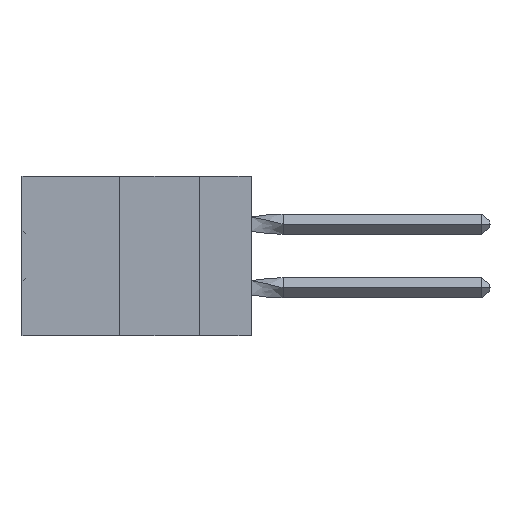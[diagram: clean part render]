
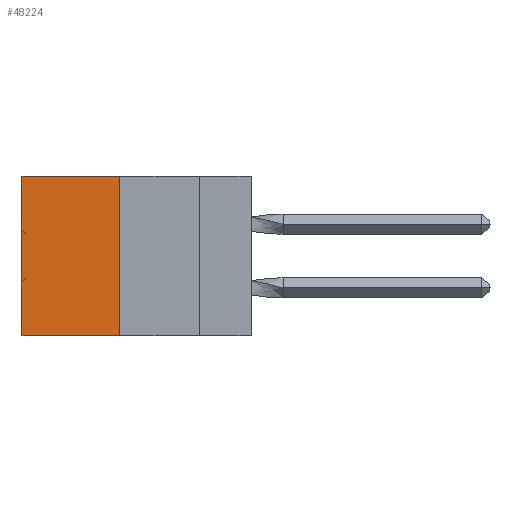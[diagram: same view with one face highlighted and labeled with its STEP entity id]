
A CAD part, left-side view. The second image highlights one B-rep face of the part: STEP entity #48224.
In plain terms, the highlighted planar face has unit normal (-1, 0, 0).
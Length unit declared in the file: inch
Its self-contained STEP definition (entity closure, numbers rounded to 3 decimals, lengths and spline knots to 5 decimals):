
#9703 = DIRECTION ( 'NONE',  ( 1., 0., 0. ) ) ;
#11718 = LINE ( 'NONE', #31346, #30892 ) ;
#14365 = EDGE_CURVE ( 'NONE', #51561, #37981, #50802, .T. ) ;
#14940 = EDGE_CURVE ( 'NONE', #37981, #48443, #11718, .T. ) ;
#15146 = DIRECTION ( 'NONE',  ( 0., 0., -1. ) ) ;
#16034 = CARTESIAN_POINT ( 'NONE',  ( 0.305, 0.413, -0.5 ) ) ;
#16418 = VECTOR ( 'NONE', #15146, 39.37008 ) ;
#18357 = ORIENTED_EDGE ( 'NONE', *, *, #50877, .T. ) ;
#18457 = ORIENTED_EDGE ( 'NONE', *, *, #14365, .F. ) ;
#18740 = PLANE ( 'NONE',  #53822 ) ;
#19203 = CARTESIAN_POINT ( 'NONE',  ( 0.305, 0.72, -0.5 ) ) ;
#21095 = CARTESIAN_POINT ( 'NONE',  ( 0.305, 0.413, 0. ) ) ;
#21696 = EDGE_LOOP ( 'NONE', ( #18357, #43477, #18457, #25223 ) ) ;
#22990 = DIRECTION ( 'NONE',  ( 0., 1., 0. ) ) ;
#24472 = VECTOR ( 'NONE', #37897, 39.37008 ) ;
#24908 = DIRECTION ( 'NONE',  ( 0., 0., -1. ) ) ;
#25223 = ORIENTED_EDGE ( 'NONE', *, *, #30872, .T. ) ;
#27208 = DIRECTION ( 'NONE',  ( 0., 0., -1. ) ) ;
#27951 = CARTESIAN_POINT ( 'NONE',  ( 0.305, 0.72, -0.5 ) ) ;
#29397 = CARTESIAN_POINT ( 'NONE',  ( 0.305, 0.413, 0. ) ) ;
#30872 = EDGE_CURVE ( 'NONE', #51561, #38712, #38800, .T. ) ;
#30892 = VECTOR ( 'NONE', #22990, 39.37008 ) ;
#30992 = FACE_OUTER_BOUND ( 'NONE', #21696, .T. ) ;
#31346 = CARTESIAN_POINT ( 'NONE',  ( 0.305, 0.413, -0.5 ) ) ;
#31691 = CARTESIAN_POINT ( 'NONE',  ( 0.305, 0.413, -0.5 ) ) ;
#35328 = CARTESIAN_POINT ( 'NONE',  ( 0.305, 0.413, -0.5 ) ) ;
#37897 = DIRECTION ( 'NONE',  ( 0., 1., 0. ) ) ;
#37981 = VERTEX_POINT ( 'NONE', #35328 ) ;
#38712 = VERTEX_POINT ( 'NONE', #42312 ) ;
#38800 = LINE ( 'NONE', #21095, #24472 ) ;
#42312 = CARTESIAN_POINT ( 'NONE',  ( 0.305, 0.72, 0. ) ) ;
#43477 = ORIENTED_EDGE ( 'NONE', *, *, #14940, .F. ) ;
#47260 = LINE ( 'NONE', #19203, #16418 ) ;
#48224 = ADVANCED_FACE ( 'NONE', ( #30992 ), #18740, .F. ) ;
#48443 = VERTEX_POINT ( 'NONE', #27951 ) ;
#50802 = LINE ( 'NONE', #16034, #54216 ) ;
#50877 = EDGE_CURVE ( 'NONE', #38712, #48443, #47260, .T. ) ;
#51561 = VERTEX_POINT ( 'NONE', #29397 ) ;
#53822 = AXIS2_PLACEMENT_3D ( 'NONE', #31691, #9703, #27208 ) ;
#54216 = VECTOR ( 'NONE', #24908, 39.37008 ) ;
